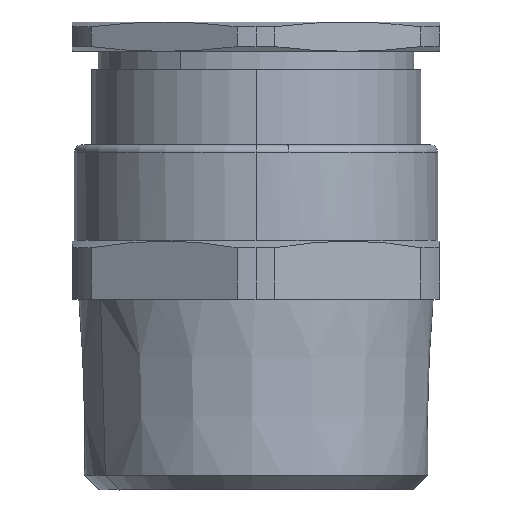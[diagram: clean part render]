
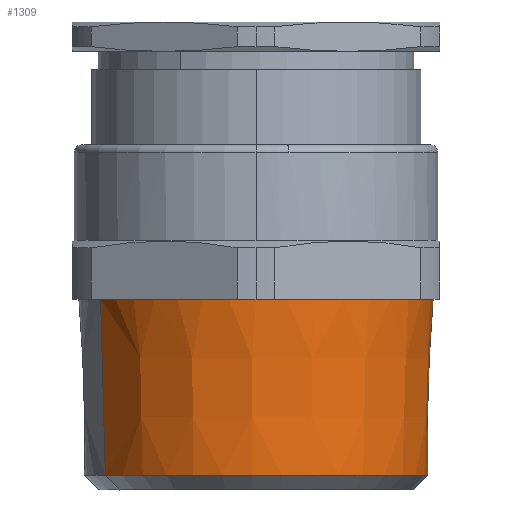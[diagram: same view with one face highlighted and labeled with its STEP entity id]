
A CAD part, front view. The second image highlights one B-rep face of the part: STEP entity #1309.
In plain terms, the highlighted conical face has half-angle 1.78 degrees and reference radius 23.322 mm.
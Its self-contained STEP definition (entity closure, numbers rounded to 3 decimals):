
#1187=AXIS2_PLACEMENT_3D('Circle Axis2P3D',#1185,#1186,$) ;
#1288=AXIS2_PLACEMENT_3D('Cone Axis2P3D',#1285,#1286,#1287) ;
#1292=AXIS2_PLACEMENT_3D('Circle Axis2P3D',#1290,#1291,$) ;
#1299=AXIS2_PLACEMENT_3D('Circle Axis2P3D',#1297,#1298,$) ;
#1141=CARTESIAN_POINT('Vertex',(4.478,16.289,1.999)) ;
#1165=CARTESIAN_POINT('Vertex',(45.522,38.711,1.999)) ;
#1185=CARTESIAN_POINT('Axis2P3D Location',(25.,27.5,1.999)) ;
#1250=CARTESIAN_POINT('Line Origine',(-13614.908,-7424.016,499383.501)) ;
#1254=CARTESIAN_POINT('Vertex',(3.824,15.931,26.)) ;
#1268=CARTESIAN_POINT('Vertex',(46.176,39.069,26.)) ;
#1271=CARTESIAN_POINT('Line Origine',(13664.908,7479.016,499383.501)) ;
#1285=CARTESIAN_POINT('Axis2P3D Location',(25.,27.5,0.)) ;
#1290=CARTESIAN_POINT('Axis2P3D Location',(25.,27.5,26.)) ;
#1294=CARTESIAN_POINT('Vertex',(25.,3.37,26.)) ;
#1297=CARTESIAN_POINT('Axis2P3D Location',(25.,27.5,26.)) ;
#1186=DIRECTION('Axis2P3D Direction',(0.,0.,1.)) ;
#1251=DIRECTION('Vector Direction',(-0.027,-0.015,1.)) ;
#1272=DIRECTION('Vector Direction',(0.027,0.015,1.)) ;
#1286=DIRECTION('Axis2P3D Direction',(0.,0.,1.)) ;
#1287=DIRECTION('Axis2P3D XDirection',(-0.878,-0.479,0.)) ;
#1291=DIRECTION('Axis2P3D Direction',(0.,-0.,1.)) ;
#1298=DIRECTION('Axis2P3D Direction',(0.,-0.,1.)) ;
#1252=VECTOR('Line Direction',#1251,1.) ;
#1273=VECTOR('Line Direction',#1272,1.) ;
#1303=ORIENTED_EDGE('',*,*,#1275,.T.) ;
#1304=ORIENTED_EDGE('',*,*,#1296,.T.) ;
#1305=ORIENTED_EDGE('',*,*,#1301,.T.) ;
#1306=ORIENTED_EDGE('',*,*,#1256,.F.) ;
#1307=ORIENTED_EDGE('',*,*,#1189,.T.) ;
#1309=ADVANCED_FACE('Part1.2\\Koerper.2',(#1308),#1289,.T.) ;
#1188=CIRCLE('generated circle',#1187,23.384) ;
#1293=CIRCLE('generated circle',#1292,24.13) ;
#1300=CIRCLE('generated circle',#1299,24.13) ;
#1289=CONICAL_SURFACE('Cone',#1288,23.322,0.031) ;
#1189=EDGE_CURVE('',#1142,#1166,#1188,.T.) ;
#1256=EDGE_CURVE('',#1142,#1255,#1253,.T.) ;
#1275=EDGE_CURVE('',#1166,#1269,#1274,.T.) ;
#1296=EDGE_CURVE('',#1269,#1295,#1293,.F.) ;
#1301=EDGE_CURVE('',#1295,#1255,#1300,.F.) ;
#1302=EDGE_LOOP('',(#1303,#1304,#1305,#1306,#1307)) ;
#1308=FACE_OUTER_BOUND('',#1302,.T.) ;
#1253=LINE('Line',#1250,#1252) ;
#1274=LINE('Line',#1271,#1273) ;
#1142=VERTEX_POINT('',#1141) ;
#1166=VERTEX_POINT('',#1165) ;
#1255=VERTEX_POINT('',#1254) ;
#1269=VERTEX_POINT('',#1268) ;
#1295=VERTEX_POINT('',#1294) ;
